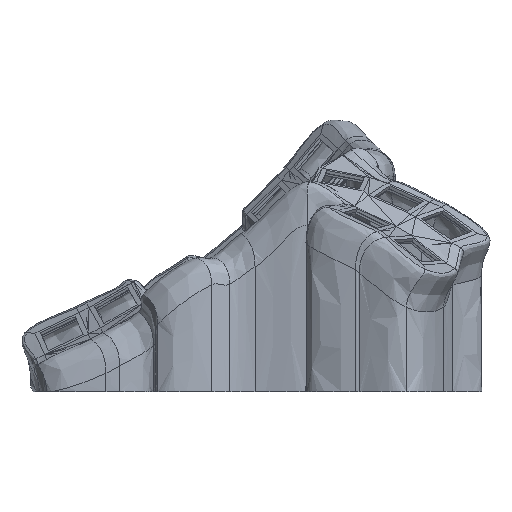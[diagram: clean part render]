
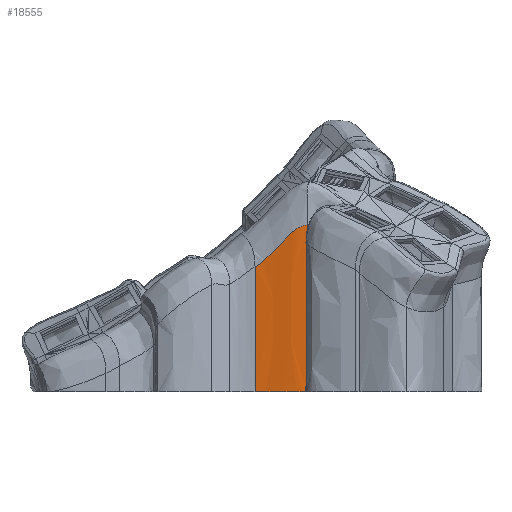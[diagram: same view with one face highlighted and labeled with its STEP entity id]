
A CAD part, front view. The second image highlights one B-rep face of the part: STEP entity #18555.
In plain terms, the highlighted free-form (B-spline) face has degree [3, 3] with [4, 4] control points.
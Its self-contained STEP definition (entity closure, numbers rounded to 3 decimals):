
#509=LINE('',#31623,#2635);
#520=LINE('',#31880,#2646);
#2635=VECTOR('',#20939,10.);
#2646=VECTOR('',#20950,10.);
#5720=FACE_OUTER_BOUND('',#6984,.T.);
#6984=EDGE_LOOP('',(#13849,#13850,#13851,#13852));
#8218=B_SPLINE_CURVE_WITH_KNOTS('',3,(#27095,#27096,#27097,#27098),
 .UNSPECIFIED.,.F.,.F.,(4,4),(0.,1.),.UNSPECIFIED.);
#8468=B_SPLINE_CURVE_WITH_KNOTS('',3,(#31581,#31582,#31583,#31584),
 .UNSPECIFIED.,.F.,.F.,(4,4),(0.,1.),.UNSPECIFIED.);
#8709=VERTEX_POINT('',#27089);
#8710=VERTEX_POINT('',#27094);
#8913=VERTEX_POINT('',#31344);
#8924=VERTEX_POINT('',#31576);
#10221=EDGE_CURVE('',#8709,#8710,#8218,.T.);
#10630=EDGE_CURVE('',#8924,#8913,#8468,.T.);
#10633=EDGE_CURVE('',#8710,#8913,#509,.T.);
#10655=EDGE_CURVE('',#8709,#8924,#520,.T.);
#13849=ORIENTED_EDGE('',*,*,#10655,.T.);
#13850=ORIENTED_EDGE('',*,*,#10630,.T.);
#13851=ORIENTED_EDGE('',*,*,#10633,.F.);
#13852=ORIENTED_EDGE('',*,*,#10221,.F.);
#18209=B_SPLINE_SURFACE_WITH_KNOTS('',3,3,((#31864,#31865,#31866,#31867),
(#31868,#31869,#31870,#31871),(#31872,#31873,#31874,#31875),(#31876,#31877,
#31878,#31879)),.UNSPECIFIED.,.F.,.F.,.F.,(4,4),(4,4),(0.,1.),(0.,1.),
 .UNSPECIFIED.);
#18555=ADVANCED_FACE('',(#5720),#18209,.F.);
#20939=DIRECTION('',(0.,0.,1.));
#20950=DIRECTION('',(0.,0.,1.));
#27089=CARTESIAN_POINT('',(12.546,-25.645,3.));
#27094=CARTESIAN_POINT('',(-6.267,-22.62,3.));
#27095=CARTESIAN_POINT('Ctrl Pts',(12.546,-25.645,3.));
#27096=CARTESIAN_POINT('Ctrl Pts',(7.024,-25.885,3.));
#27097=CARTESIAN_POINT('Ctrl Pts',(-0.194,-22.878,3.));
#27098=CARTESIAN_POINT('Ctrl Pts',(-6.267,-22.62,3.));
#31344=CARTESIAN_POINT('',(-6.267,-22.62,48.172));
#31576=CARTESIAN_POINT('',(12.546,-25.645,63.275));
#31581=CARTESIAN_POINT('Ctrl Pts',(12.546,-25.645,63.275));
#31582=CARTESIAN_POINT('Ctrl Pts',(7.163,-25.784,63.463));
#31583=CARTESIAN_POINT('Ctrl Pts',(0.381,-23.227,51.809));
#31584=CARTESIAN_POINT('Ctrl Pts',(-6.267,-22.62,48.172));
#31623=CARTESIAN_POINT('',(-6.267,-22.62,3.));
#31864=CARTESIAN_POINT('Ctrl Pts',(12.546,-25.645,3.));
#31865=CARTESIAN_POINT('Ctrl Pts',(12.546,-25.645,23.092));
#31866=CARTESIAN_POINT('Ctrl Pts',(12.546,-25.645,43.184));
#31867=CARTESIAN_POINT('Ctrl Pts',(12.546,-25.645,63.275));
#31868=CARTESIAN_POINT('Ctrl Pts',(7.024,-25.885,3.));
#31869=CARTESIAN_POINT('Ctrl Pts',(7.024,-25.885,23.092));
#31870=CARTESIAN_POINT('Ctrl Pts',(7.163,-25.784,43.372));
#31871=CARTESIAN_POINT('Ctrl Pts',(7.163,-25.784,63.463));
#31872=CARTESIAN_POINT('Ctrl Pts',(-0.194,-22.878,3.));
#31873=CARTESIAN_POINT('Ctrl Pts',(-0.194,-22.878,18.057));
#31874=CARTESIAN_POINT('Ctrl Pts',(0.381,-23.227,36.752));
#31875=CARTESIAN_POINT('Ctrl Pts',(0.381,-23.227,51.809));
#31876=CARTESIAN_POINT('Ctrl Pts',(-6.267,-22.62,3.));
#31877=CARTESIAN_POINT('Ctrl Pts',(-6.267,-22.62,18.057));
#31878=CARTESIAN_POINT('Ctrl Pts',(-6.267,-22.62,33.115));
#31879=CARTESIAN_POINT('Ctrl Pts',(-6.267,-22.62,48.172));
#31880=CARTESIAN_POINT('',(12.546,-25.645,3.));
